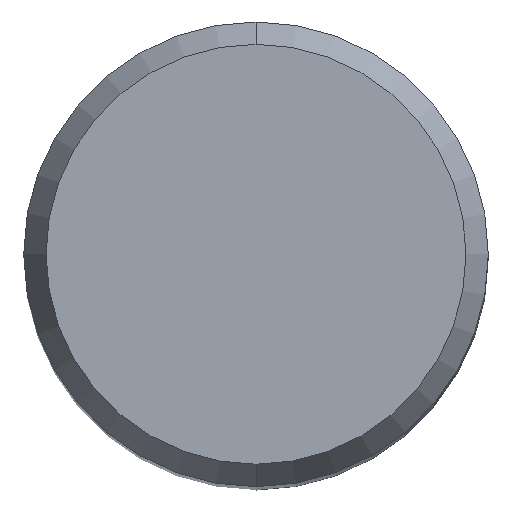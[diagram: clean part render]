
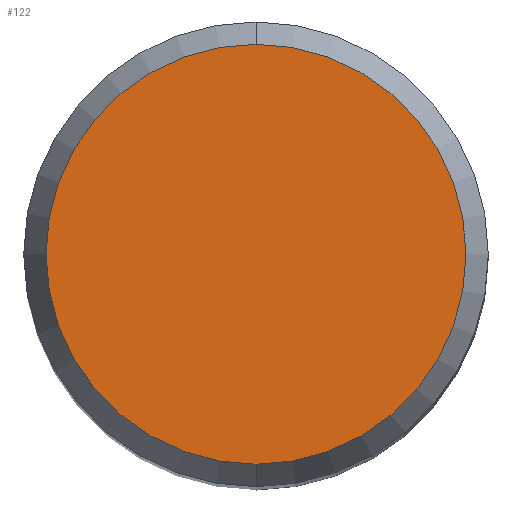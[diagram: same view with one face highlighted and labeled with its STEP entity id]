
A CAD part, top view. The second image highlights one B-rep face of the part: STEP entity #122.
In plain terms, the highlighted planar face has unit normal (0, 0, 1).
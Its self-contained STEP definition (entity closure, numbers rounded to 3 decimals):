
#102=VERTEX_POINT('',#239);
#112=VERTEX_POINT('',#250);
#122=ADVANCED_FACE('',(#260),#261,.T.);
#158=EDGE_CURVE('',#102,#112,#303,.T.);
#200=EDGE_CURVE('',#112,#102,#352,.T.);
#239=CARTESIAN_POINT('',(0.0,4.304,0.01));
#250=CARTESIAN_POINT('',(0.,-4.304,0.01));
#260=FACE_OUTER_BOUND('',#415,.T.);
#261=PLANE('',#416);
#303=CIRCLE('',#466,4.304);
#352=CIRCLE('',#529,4.304);
#415=EDGE_LOOP('',(#564,#565));
#416=AXIS2_PLACEMENT_3D('',#566,#567,#568);
#466=AXIS2_PLACEMENT_3D('',#625,#626,#627);
#529=AXIS2_PLACEMENT_3D('',#699,#700,#701);
#564=ORIENTED_EDGE('',*,*,#158,.F.);
#565=ORIENTED_EDGE('',*,*,#200,.F.);
#566=CARTESIAN_POINT('',(0.0,2.152,0.01));
#567=DIRECTION('',(-0.0,0.0,1.0));
#568=DIRECTION('',(0.0,-1.0,0.0));
#625=CARTESIAN_POINT('',(0.0,0.0,0.01));
#626=DIRECTION('',(0.0,0.0,-1.0));
#627=DIRECTION('',(0.0,1.0,0.0));
#699=CARTESIAN_POINT('',(0.0,0.0,0.01));
#700=DIRECTION('',(0.0,0.0,-1.0));
#701=DIRECTION('',(0.0,1.0,0.0));
